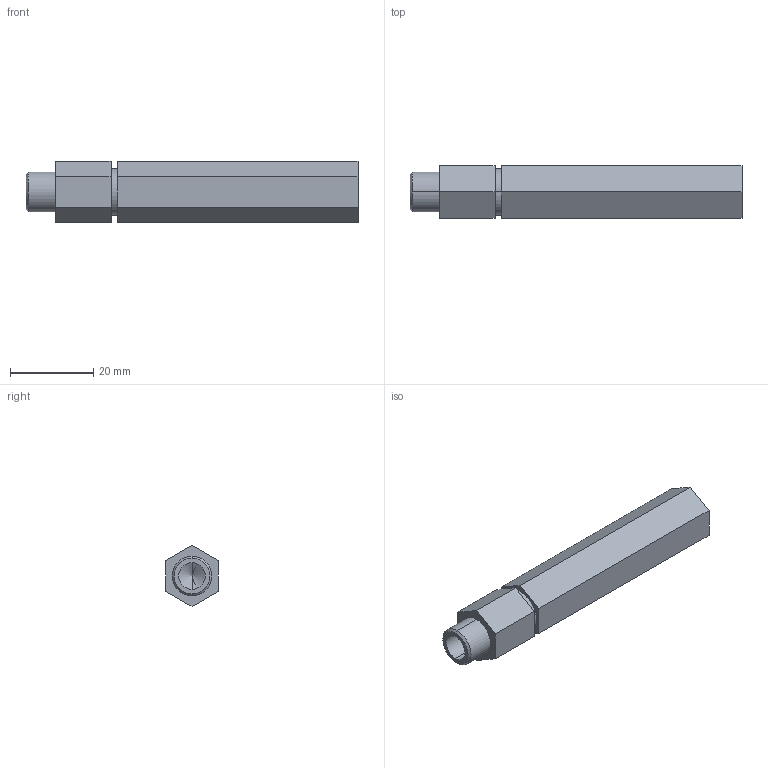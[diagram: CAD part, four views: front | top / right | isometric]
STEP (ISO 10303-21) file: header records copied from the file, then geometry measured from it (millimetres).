
FILE_DESCRIPTION (( 'STEP AP203' ), '1' );
FILE_NAME ('am-0397a Toughbox Hex Output Shaft REV3.STEP', '2018-05-11T14:19:18', ( '' ), ( '' ), 'SwSTEP 2.0', 'SolidWorks 2017', '' );
FILE_SCHEMA (( 'CONFIG_CONTROL_DESIGN' ));
Length unit declared in the file: inch
Products named in the file (1): am-0397a Toughbox Hex Output Shaft REV3
Bounding box: 79.65 x 12.7 x 14.66 mm (x, y, z)
Volume: 9802.8 mm3; surface area: 4271.1 mm2
Topology: 1 solids, 1 shells, 31 faces, 72 edges, 44 vertices
Faces by surface type: plane 17, cylinder 8, cone 6
Entity records: 927 total; most frequent: DIRECTION 150, CARTESIAN_POINT 144, ORIENTED_EDGE 136, EDGE_CURVE 68, AXIS2_PLACEMENT_3D 50, VECTOR 50, LINE 50, VERTEX_POINT 44
